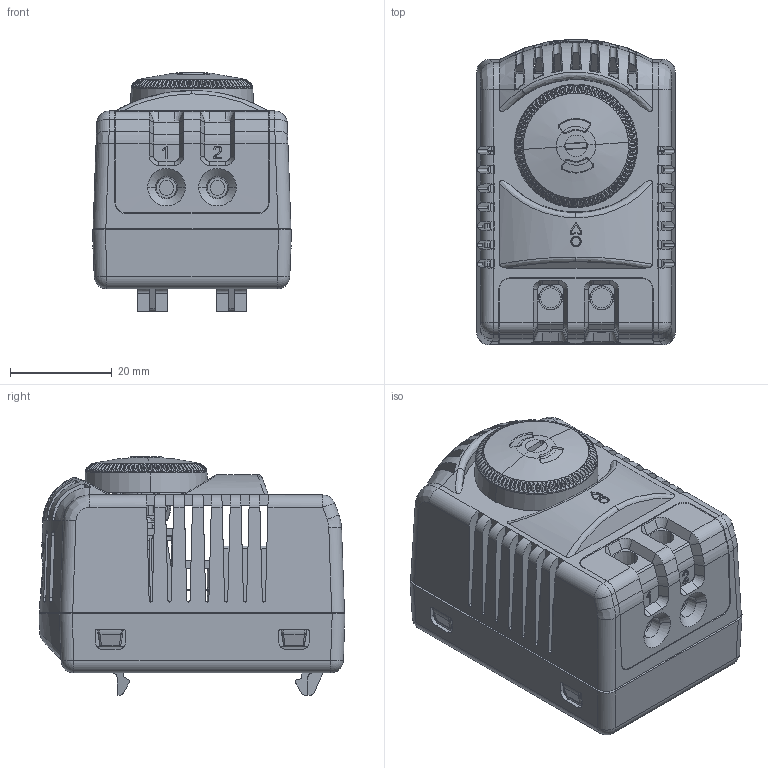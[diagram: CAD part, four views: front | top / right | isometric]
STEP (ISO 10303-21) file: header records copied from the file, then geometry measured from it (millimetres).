
FILE_DESCRIPTION((''),'2;1');
FILE_NAME('3011XX-VARIABLE_ASM','2024-12-02T08:33:15',('alexcam'),(''),'CREO PARAMETRIC BY PTC INC, 2023294','CREO PARAMETRIC BY PTC INC, 2023294','');
FILE_SCHEMA(('AUTOMOTIVE_DESIGN { 1 0 10303 214 1 1 1 1 }'));
Products named in the file (17): HOUSING-41616-VARIABLE; SOCKET-41618; BIMETAL-BRACKET-WINGED; BIMETAL-KNOB-TREX; BIMETAL-DIAL; BIMETAL-BEAD-4; BIMETAL-CONTACT2-TREX; BIMETAL-TERMINAL-TREX; BIMETAL-BEAD-3; BIMETAL-CONTACT; BIMETAL-ELEMENT-TREX; BIMETAL-WASHER; BIMETAL-SPACER-TREX; KARSON-TBLOCK-2P; THERMOREX-SINGLE_ASM; KNOB-41621-BIMET-DEG-C; 3011XX-VARIABLE_ASM
Assembly tree (18 placements, depth 3):
  3011XX-VARIABLE_ASM
    HOUSING-41616-VARIABLE
    SOCKET-41618
    THERMOREX-SINGLE_ASM
      BIMETAL-BRACKET-WINGED
      BIMETAL-KNOB-TREX
      BIMETAL-DIAL
      BIMETAL-BEAD-4  x2
      BIMETAL-CONTACT2-TREX
      BIMETAL-TERMINAL-TREX  x2
      BIMETAL-BEAD-3
      BIMETAL-CONTACT
      BIMETAL-ELEMENT-TREX
      BIMETAL-WASHER
      BIMETAL-SPACER-TREX
      KARSON-TBLOCK-2P
    KNOB-41621-BIMET-DEG-C
Bounding box: 39 x 60 x 46.8 mm (x, y, z)
Volume: 26731.7 mm3; surface area: 37127.1 mm2
Topology: 17 solids, 17 shells, 3143 faces, 8948 edges, 5799 vertices
Faces by surface type: plane 1650, cylinder 566, bspline 539, cone 173, extrusion 132, torus 62, sphere 21
Entity records: 153372 total; most frequent: CARTESIAN_POINT 52708, ORIENTED_EDGE 17732, DIRECTION 11126, PRESENTATION_STYLE_ASSIGNMENT 8917, STYLED_ITEM 8881, CURVE_STYLE 8866, EDGE_CURVE 8866, VERTEX_POINT 5751
